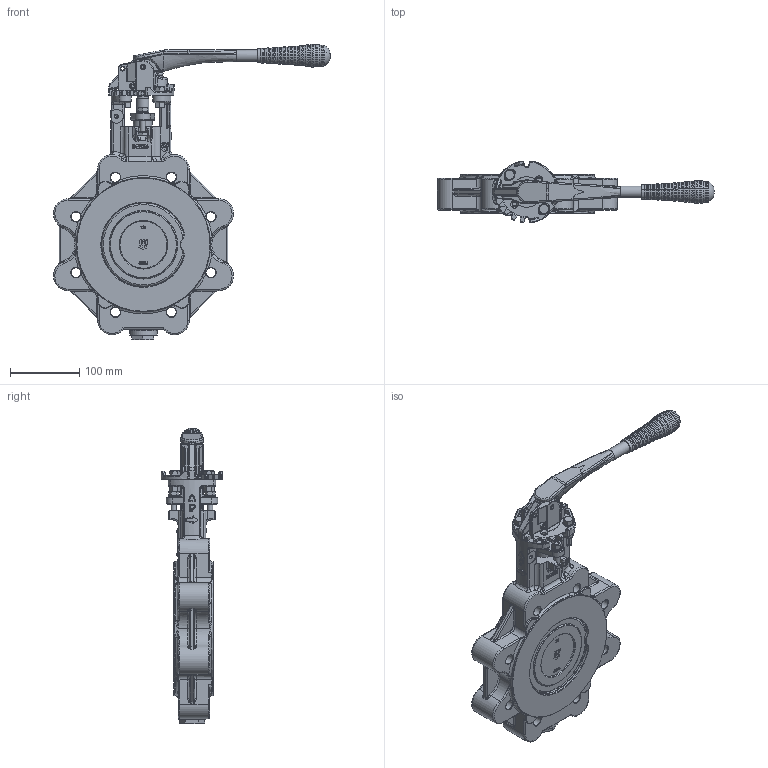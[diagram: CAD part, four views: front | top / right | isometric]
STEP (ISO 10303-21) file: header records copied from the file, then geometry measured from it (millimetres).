
FILE_DESCRIPTION(('HOOPS Exchange Step'),'2;1');
FILE_NAME('AK12_DN125_PN10-16_Hebel.stp','2024-11-22T10:33:37+01:00',('nieru'),('Unknown organisation'),'HOOPS Exchange 2024.2','HOOPS Exchange','Unknown authorisation');
FILE_SCHEMA( ('AP203_CONFIGURATION_CONTROLLED_3D_DESIGN_OF_MECHANICAL_PARTS_AND_ASSEMBLIES_MIM_LF') );
Length unit declared in the file: millimetre
Products named in the file (5): 0; root
Assembly tree (4 placements, depth 4):
  root
    0
    0
      0
        0
Bounding box: 398.8 x 89.18 x 425.75 mm (x, y, z)
Volume: 2307350.5 mm3; surface area: 345137.2 mm2
Topology: 41 solids, 41 shells, 2634 faces, 6515 edges, 3840 vertices
Faces by surface type: bspline 825, cylinder 681, plane 526, torus 374, cone 190, sphere 37, extrusion 1
Full cylindrical faces by diameter (mm): 2.956 x1, 4.812 x1, 5 x1, 5.661 x1, 6.8 x4, 8 x6, 9 x8, 9.199 x1, 9.5 x1, 13 x2, 14 x8, 15.5 x1, 15.643 x2, 16 x3, 17.975 x1, 23 x4, 27.5 x1, 40 x1, 127.001 x2, 193 x2
Entity records: 199631 total; most frequent: CARTESIAN_POINT 144632, ORIENTED_EDGE 12752, DIRECTION 9363, EDGE_CURVE 6376, VERTEX_POINT 3840, AXIS2_PLACEMENT_3D 3776, EDGE_LOOP 2730, FACE_BOUND 2730
